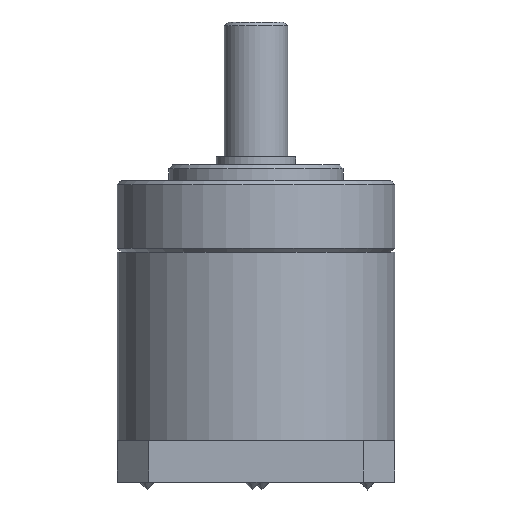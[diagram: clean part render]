
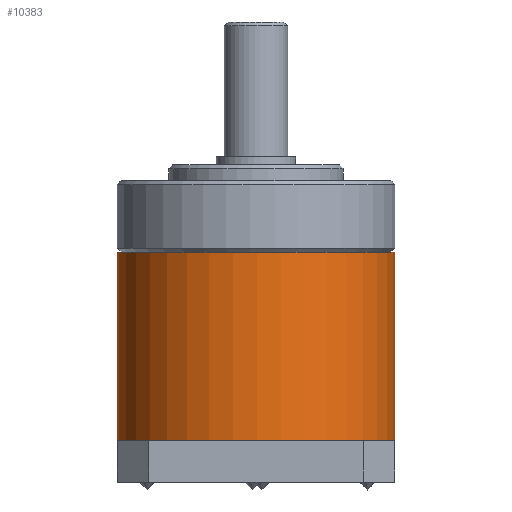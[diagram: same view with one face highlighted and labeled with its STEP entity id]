
A CAD part, front view. The second image highlights one B-rep face of the part: STEP entity #10383.
In plain terms, the highlighted cylindrical face has radius 17.5 mm (diameter 35 mm), a partial arc.
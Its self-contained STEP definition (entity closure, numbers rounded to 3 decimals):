
#236 = VERTEX_POINT ( 'NONE', #12942 ) ;
#1504 = DIRECTION ( 'NONE',  ( 1., 0., 0. ) ) ;
#1603 = CARTESIAN_POINT ( 'NONE',  ( 0., 0., 23.8 ) ) ;
#2264 = DIRECTION ( 'NONE',  ( 0., 0., 1. ) ) ;
#2451 = CARTESIAN_POINT ( 'NONE',  ( -17.5, 0., 23.8 ) ) ;
#2631 = DIRECTION ( 'NONE',  ( 0., 0., -1. ) ) ;
#4085 = VERTEX_POINT ( 'NONE', #8538 ) ;
#4136 = CARTESIAN_POINT ( 'NONE',  ( 17.5, 0., 23.8 ) ) ;
#4386 = EDGE_CURVE ( 'NONE', #8994, #4085, #12112, .T. ) ;
#4418 = CYLINDRICAL_SURFACE ( 'NONE', #11906, 17.5 ) ;
#5557 = DIRECTION ( 'NONE',  ( 0., 0., -1. ) ) ;
#7079 = ORIENTED_EDGE ( 'NONE', *, *, #15885, .T. ) ;
#7341 = DIRECTION ( 'NONE',  ( 0., 0., 1. ) ) ;
#7776 = CARTESIAN_POINT ( 'NONE',  ( 17.5, 0., 23.8 ) ) ;
#8538 = CARTESIAN_POINT ( 'NONE',  ( 17.5, 0., 0. ) ) ;
#8748 = DIRECTION ( 'NONE',  ( -1., 0., 0. ) ) ;
#8994 = VERTEX_POINT ( 'NONE', #4136 ) ;
#9781 = AXIS2_PLACEMENT_3D ( 'NONE', #1603, #7341, #1504 ) ;
#10383 = ADVANCED_FACE ( 'NONE', ( #12808 ), #4418, .T. ) ;
#10547 = VECTOR ( 'NONE', #15024, 1000. ) ;
#10835 = DIRECTION ( 'NONE',  ( 1., 0., 0. ) ) ;
#10992 = EDGE_LOOP ( 'NONE', ( #16452, #15410, #12269, #7079 ) ) ;
#11110 = EDGE_CURVE ( 'NONE', #236, #8994, #15499, .T. ) ;
#11112 = CARTESIAN_POINT ( 'NONE',  ( -17.5, 0., 0. ) ) ;
#11906 = AXIS2_PLACEMENT_3D ( 'NONE', #12899, #5557, #8748 ) ;
#12112 = LINE ( 'NONE', #7776, #10547 ) ;
#12244 = CARTESIAN_POINT ( 'NONE',  ( 0., 0., 0. ) ) ;
#12269 = ORIENTED_EDGE ( 'NONE', *, *, #18491, .T. ) ;
#12808 = FACE_OUTER_BOUND ( 'NONE', #10992, .T. ) ;
#12899 = CARTESIAN_POINT ( 'NONE',  ( 0., 0., 23.8 ) ) ;
#12942 = CARTESIAN_POINT ( 'NONE',  ( -17.5, 0., 23.8 ) ) ;
#14400 = CIRCLE ( 'NONE', #16809, 17.5 ) ;
#14693 = VERTEX_POINT ( 'NONE', #11112 ) ;
#15024 = DIRECTION ( 'NONE',  ( 0., 0., -1. ) ) ;
#15410 = ORIENTED_EDGE ( 'NONE', *, *, #11110, .F. ) ;
#15499 = CIRCLE ( 'NONE', #9781, 17.5 ) ;
#15885 = EDGE_CURVE ( 'NONE', #14693, #4085, #14400, .T. ) ;
#16452 = ORIENTED_EDGE ( 'NONE', *, *, #4386, .F. ) ;
#16809 = AXIS2_PLACEMENT_3D ( 'NONE', #12244, #2264, #10835 ) ;
#17618 = VECTOR ( 'NONE', #2631, 1000. ) ;
#18268 = LINE ( 'NONE', #2451, #17618 ) ;
#18491 = EDGE_CURVE ( 'NONE', #236, #14693, #18268, .T. ) ;
